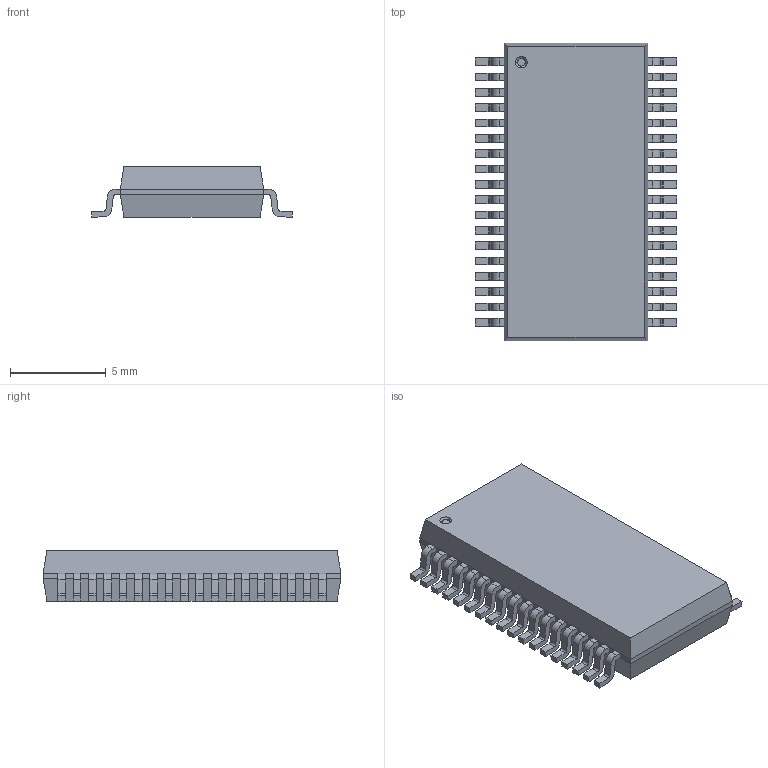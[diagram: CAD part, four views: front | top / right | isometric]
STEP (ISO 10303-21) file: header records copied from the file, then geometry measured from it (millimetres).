
FILE_DESCRIPTION (( 'STEP AP214' ), '1' );
FILE_NAME ('User Library-SSOP36L-0_8.STEP', '2024-01-08T00:10:29', ( '' ), ( '' ), 'SwSTEP 2.0', 'SolidWorks 2022', '' );
FILE_SCHEMA (( 'AUTOMOTIVE_DESIGN' ));
Length unit declared in the file: millimetre
Products named in the file (3): Fillet; Fusion; User Library-SSOP36L-0_8
Assembly tree (2 placements, depth 2):
  User Library-SSOP36L-0_8
    Fusion
    Fillet
Bounding box: 10.5 x 15.54 x 2.64 mm (x, y, z)
Volume: 307.1 mm3; surface area: 476.2 mm2
Topology: 37 solids, 37 shells, 521 faces, 1330 edges, 884 vertices
Faces by surface type: plane 375, cylinder 144, bspline 2
Entity records: 21884 total; most frequent: CARTESIAN_POINT 2788, DIRECTION 2668, ORIENTED_EDGE 2660, EDGE_CURVE 1330, LINE 1036, VECTOR 1036, VERTEX_POINT 884, AXIS2_PLACEMENT_3D 816
